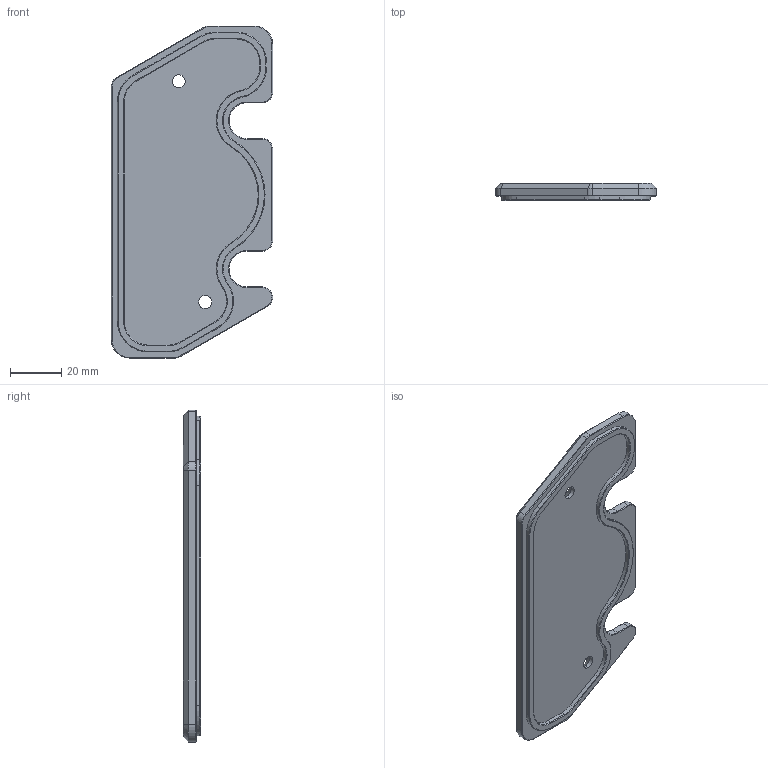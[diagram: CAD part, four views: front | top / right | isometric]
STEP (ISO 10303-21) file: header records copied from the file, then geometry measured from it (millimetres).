
FILE_DESCRIPTION (( 'STEP AP203' ), '1' );
FILE_NAME ('002_Cover_Rev01.STEP', '2017-08-14T08:52:33', ( '' ), ( '' ), 'SwSTEP 2.0', 'SolidWorks 2017', '' );
FILE_SCHEMA (( 'CONFIG_CONTROL_DESIGN' ));
Length unit declared in the file: millimetre
Products named in the file (1): 002_Cover_Rev01
Bounding box: 63 x 6.75 x 129.76 mm (x, y, z)
Volume: 34866 mm3; surface area: 16383.2 mm2
Topology: 1 solids, 1 shells, 148 faces, 348 edges, 204 vertices
Faces by surface type: plane 64, cone 48, cylinder 36
Entity records: 4245 total; most frequent: DIRECTION 766, CARTESIAN_POINT 701, ORIENTED_EDGE 696, EDGE_CURVE 348, AXIS2_PLACEMENT_3D 269, LINE 228, VECTOR 228, VERTEX_POINT 204
